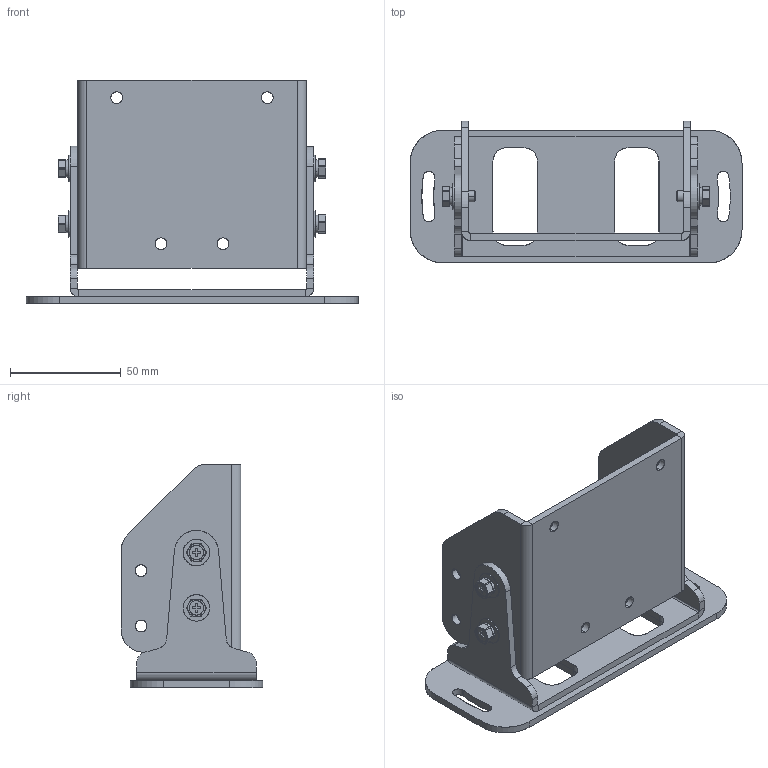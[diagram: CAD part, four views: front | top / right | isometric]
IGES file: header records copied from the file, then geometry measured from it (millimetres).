
Start section: SolidWorks IGES file using analytic representation for surfaces
Global section: file name: ”w–ÊŽæ•t‹à‹ï.IGS; native system: SolidWorks 2015; preprocessor: SolidWorks 2015; author: Administrator; date: 160114.192535; units: millimetre
Bounding box: 150 x 64 x 101.2 mm (x, y, z)
Surface area: 69936.4 mm2 (no closed solid volume)
Topology: 0 solids, 0 shells, 374 faces, 4912 edges, 4912 vertices
Faces by surface type: revolution 188, bspline 186
